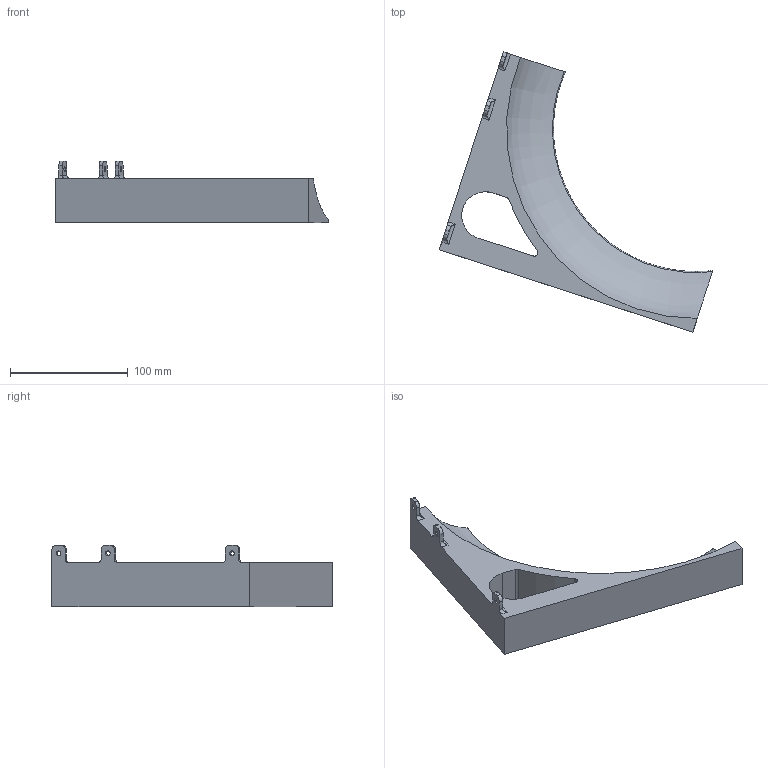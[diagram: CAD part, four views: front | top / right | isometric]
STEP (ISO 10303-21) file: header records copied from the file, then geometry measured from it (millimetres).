
FILE_DESCRIPTION(/* description */ (''),/* implementation_level */ '2;1');
FILE_NAME(/* name */ '',/* time_stamp */ '2025-11-07T20:22:56+03:00',/* author */ ('Phantom'),/* organization */ (''),/* preprocessor_version */ 'ST-DEVELOPER v20',/* originating_system */ 'Autodesk Inventor 2025',/* authorisation */ '');
FILE_SCHEMA (('AUTOMOTIVE_DESIGN { 1 0 10303 214 3 1 1 }'));
Length unit declared in the file: millimetre
Products named in the file (1): загиб изменять
Bounding box: 232.67 x 238.35 x 52.5 mm (x, y, z)
Volume: 450552 mm3; surface area: 67693.3 mm2
Topology: 1 solids, 1 shells, 42 faces, 127 edges, 102 vertices
Faces by surface type: cylinder 21, plane 19, bspline 1, torus 1
Full cylindrical faces by diameter (mm): 4.2 x3
Entity records: 1924 total; most frequent: CARTESIAN_POINT 715, DIRECTION 243, ORIENTED_EDGE 230, EDGE_CURVE 115, AXIS2_PLACEMENT_3D 86, VERTEX_POINT 75, LINE 71, VECTOR 71
